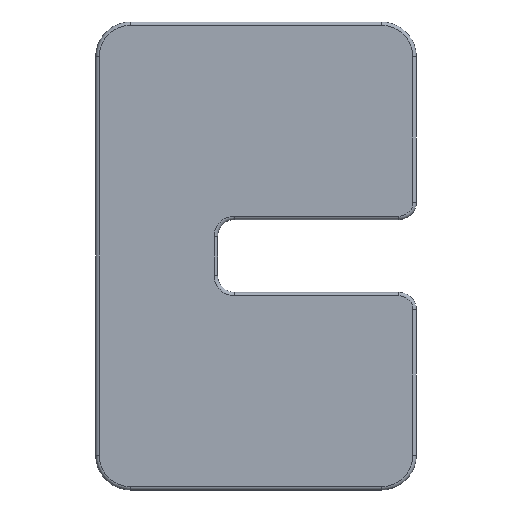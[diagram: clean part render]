
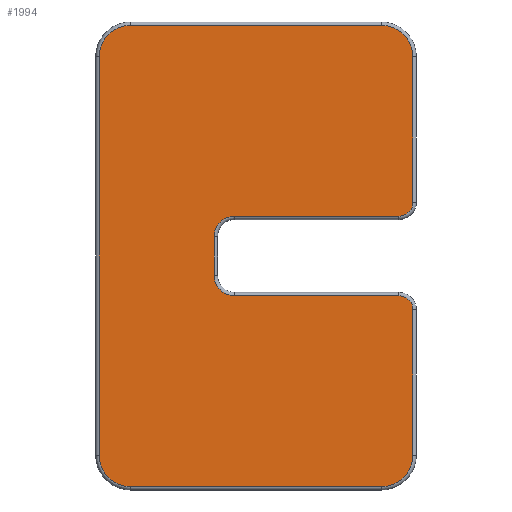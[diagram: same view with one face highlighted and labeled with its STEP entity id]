
A CAD part, front view. The second image highlights one B-rep face of the part: STEP entity #1994.
In plain terms, the highlighted planar face has unit normal (0, -1, 0).
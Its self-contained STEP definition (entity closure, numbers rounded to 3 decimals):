
#81=PLANE('',#2145);
#131=LINE('',#2756,#312);
#133=LINE('',#2768,#314);
#135=LINE('',#2780,#316);
#137=LINE('',#2792,#318);
#139=LINE('',#2804,#320);
#141=LINE('',#2816,#322);
#143=LINE('',#2828,#324);
#145=LINE('',#2837,#326);
#312=VECTOR('',#2259,14.5);
#314=VECTOR('',#2273,23.);
#316=VECTOR('',#2287,14.5);
#318=VECTOR('',#2301,8.4);
#320=VECTOR('',#2315,9.47);
#322=VECTOR('',#2329,2.2);
#324=VECTOR('',#2343,9.47);
#326=VECTOR('',#2355,8.4);
#541=FACE_OUTER_BOUND('',#654,.T.);
#654=EDGE_LOOP('',(#1370,#1371,#1372,#1373,#1374,#1375,#1376,#1377,#1378,
#1379,#1380,#1381,#1382,#1383,#1384,#1385));
#752=CIRCLE('',#2089,1.8);
#755=CIRCLE('',#2094,1.8);
#759=CIRCLE('',#2100,1.8);
#763=CIRCLE('',#2106,1.8);
#767=CIRCLE('',#2112,0.8);
#771=CIRCLE('',#2118,1.2);
#775=CIRCLE('',#2124,1.2);
#779=CIRCLE('',#2130,0.8);
#813=VERTEX_POINT('',#2744);
#816=VERTEX_POINT('',#2749);
#818=VERTEX_POINT('',#2754);
#820=VERTEX_POINT('',#2760);
#822=VERTEX_POINT('',#2766);
#824=VERTEX_POINT('',#2772);
#826=VERTEX_POINT('',#2778);
#828=VERTEX_POINT('',#2784);
#830=VERTEX_POINT('',#2790);
#832=VERTEX_POINT('',#2796);
#834=VERTEX_POINT('',#2802);
#836=VERTEX_POINT('',#2808);
#838=VERTEX_POINT('',#2814);
#840=VERTEX_POINT('',#2820);
#842=VERTEX_POINT('',#2826);
#844=VERTEX_POINT('',#2832);
#994=EDGE_CURVE('',#816,#813,#752,.T.);
#996=EDGE_CURVE('',#818,#816,#131,.T.);
#999=EDGE_CURVE('',#820,#818,#755,.T.);
#1002=EDGE_CURVE('',#822,#820,#133,.T.);
#1005=EDGE_CURVE('',#824,#822,#759,.T.);
#1008=EDGE_CURVE('',#826,#824,#135,.T.);
#1011=EDGE_CURVE('',#828,#826,#763,.T.);
#1014=EDGE_CURVE('',#830,#828,#137,.T.);
#1017=EDGE_CURVE('',#832,#830,#767,.T.);
#1020=EDGE_CURVE('',#834,#832,#139,.T.);
#1023=EDGE_CURVE('',#836,#834,#771,.T.);
#1026=EDGE_CURVE('',#838,#836,#141,.T.);
#1029=EDGE_CURVE('',#840,#838,#775,.T.);
#1032=EDGE_CURVE('',#842,#840,#143,.T.);
#1035=EDGE_CURVE('',#844,#842,#779,.T.);
#1037=EDGE_CURVE('',#813,#844,#145,.T.);
#1370=ORIENTED_EDGE('',*,*,#994,.F.);
#1371=ORIENTED_EDGE('',*,*,#996,.F.);
#1372=ORIENTED_EDGE('',*,*,#999,.F.);
#1373=ORIENTED_EDGE('',*,*,#1002,.F.);
#1374=ORIENTED_EDGE('',*,*,#1005,.F.);
#1375=ORIENTED_EDGE('',*,*,#1008,.F.);
#1376=ORIENTED_EDGE('',*,*,#1011,.F.);
#1377=ORIENTED_EDGE('',*,*,#1014,.F.);
#1378=ORIENTED_EDGE('',*,*,#1017,.F.);
#1379=ORIENTED_EDGE('',*,*,#1020,.F.);
#1380=ORIENTED_EDGE('',*,*,#1023,.F.);
#1381=ORIENTED_EDGE('',*,*,#1026,.F.);
#1382=ORIENTED_EDGE('',*,*,#1029,.F.);
#1383=ORIENTED_EDGE('',*,*,#1032,.F.);
#1384=ORIENTED_EDGE('',*,*,#1035,.F.);
#1385=ORIENTED_EDGE('',*,*,#1037,.F.);
#1994=ADVANCED_FACE('',(#541),#81,.T.);
#2089=AXIS2_PLACEMENT_3D('',#2751,#2253,#2254);
#2094=AXIS2_PLACEMENT_3D('',#2762,#2265,#2266);
#2100=AXIS2_PLACEMENT_3D('',#2774,#2279,#2280);
#2106=AXIS2_PLACEMENT_3D('',#2786,#2293,#2294);
#2112=AXIS2_PLACEMENT_3D('',#2798,#2307,#2308);
#2118=AXIS2_PLACEMENT_3D('',#2810,#2321,#2322);
#2124=AXIS2_PLACEMENT_3D('',#2822,#2335,#2336);
#2130=AXIS2_PLACEMENT_3D('',#2834,#2349,#2350);
#2145=AXIS2_PLACEMENT_3D('',#2873,#2394,#2395);
#2253=DIRECTION('center_axis',(0.,1.,0.));
#2254=DIRECTION('ref_axis',(0.707,0.,0.707));
#2259=DIRECTION('',(1.,0.,0.));
#2265=DIRECTION('center_axis',(0.,1.,0.));
#2266=DIRECTION('ref_axis',(-0.707,0.,0.707));
#2273=DIRECTION('',(0.,0.,1.));
#2279=DIRECTION('center_axis',(0.,1.,0.));
#2280=DIRECTION('ref_axis',(-0.707,0.,-0.707));
#2287=DIRECTION('',(-1.,0.,0.));
#2293=DIRECTION('center_axis',(0.,1.,0.));
#2294=DIRECTION('ref_axis',(0.707,0.,-0.707));
#2301=DIRECTION('',(0.,0.,-1.));
#2307=DIRECTION('center_axis',(0.,1.,0.));
#2308=DIRECTION('ref_axis',(0.707,0.,0.707));
#2315=DIRECTION('',(1.,0.,0.));
#2321=DIRECTION('center_axis',(0.,-1.,0.));
#2322=DIRECTION('ref_axis',(-0.707,0.,-0.707));
#2329=DIRECTION('',(0.,0.,-1.));
#2335=DIRECTION('center_axis',(0.,-1.,0.));
#2336=DIRECTION('ref_axis',(-0.707,0.,0.707));
#2343=DIRECTION('',(-1.,0.,0.));
#2349=DIRECTION('center_axis',(0.,1.,0.));
#2350=DIRECTION('ref_axis',(0.707,0.,-0.707));
#2355=DIRECTION('',(0.,0.,-1.));
#2394=DIRECTION('center_axis',(0.,-1.,0.));
#2395=DIRECTION('ref_axis',(0.,0.,-1.));
#2744=CARTESIAN_POINT('',(9.05,0.,11.5));
#2749=CARTESIAN_POINT('',(7.25,0.,13.3));
#2751=CARTESIAN_POINT('Origin',(7.25,0.,11.5));
#2754=CARTESIAN_POINT('',(-7.25,0.,13.3));
#2756=CARTESIAN_POINT('',(-3.525,0.,13.3));
#2760=CARTESIAN_POINT('',(-9.05,0.,11.5));
#2762=CARTESIAN_POINT('Origin',(-7.25,0.,11.5));
#2766=CARTESIAN_POINT('',(-9.05,0.,-11.5));
#2768=CARTESIAN_POINT('',(-9.05,0.,-5.75));
#2772=CARTESIAN_POINT('',(-7.25,0.,-13.3));
#2774=CARTESIAN_POINT('Origin',(-7.25,0.,-11.5));
#2778=CARTESIAN_POINT('',(7.25,0.,-13.3));
#2780=CARTESIAN_POINT('',(3.725,0.,-13.3));
#2784=CARTESIAN_POINT('',(9.05,0.,-11.5));
#2786=CARTESIAN_POINT('Origin',(7.25,0.,-11.5));
#2790=CARTESIAN_POINT('',(9.05,0.,-3.1));
#2792=CARTESIAN_POINT('',(9.05,0.,-1.55));
#2796=CARTESIAN_POINT('',(8.25,0.,-2.3));
#2798=CARTESIAN_POINT('Origin',(8.25,0.,-3.1));
#2802=CARTESIAN_POINT('',(-1.22,0.,-2.3));
#2804=CARTESIAN_POINT('',(-0.51,0.,-2.3));
#2808=CARTESIAN_POINT('',(-2.42,0.,-1.1));
#2810=CARTESIAN_POINT('Origin',(-1.22,0.,-1.1));
#2814=CARTESIAN_POINT('',(-2.42,0.,1.1));
#2816=CARTESIAN_POINT('',(-2.42,0.,0.55));
#2820=CARTESIAN_POINT('',(-1.22,0.,2.3));
#2822=CARTESIAN_POINT('Origin',(-1.22,0.,1.1));
#2826=CARTESIAN_POINT('',(8.25,0.,2.3));
#2828=CARTESIAN_POINT('',(4.225,0.,2.3));
#2832=CARTESIAN_POINT('',(9.05,0.,3.1));
#2834=CARTESIAN_POINT('Origin',(8.25,0.,3.1));
#2837=CARTESIAN_POINT('',(9.05,0.,5.75));
#2873=CARTESIAN_POINT('Origin',(0.201,0.,0.));
